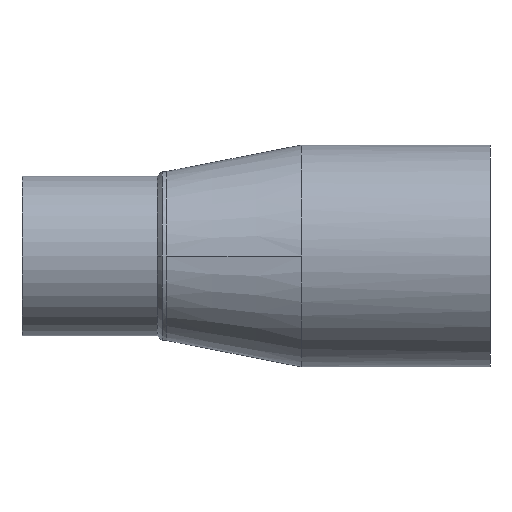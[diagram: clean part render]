
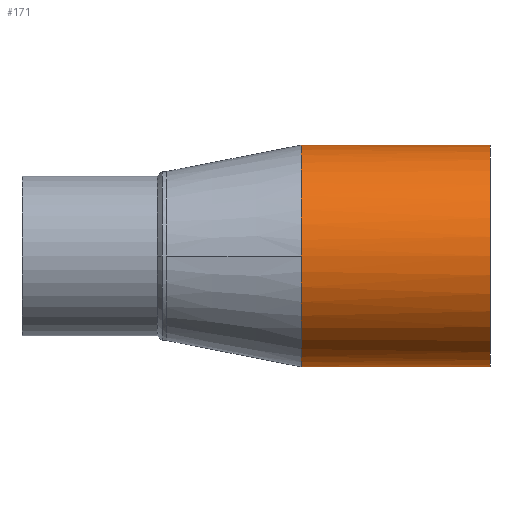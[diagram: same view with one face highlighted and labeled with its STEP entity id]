
A CAD part, front view. The second image highlights one B-rep face of the part: STEP entity #171.
In plain terms, the highlighted cylindrical face has radius 62.5 mm (diameter 125 mm), a partial arc.
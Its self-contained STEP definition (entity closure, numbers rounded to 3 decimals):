
#125 = EDGE_CURVE( '', #297, #217, #339, .T. );
#145 = VERTEX_POINT( '', #360 );
#171 = ADVANCED_FACE( '', ( #389 ), #390, .T. );
#193 = VERTEX_POINT( '', #416 );
#217 = VERTEX_POINT( '', #440 );
#225 = EDGE_CURVE( '', #269, #145, #449, .T. );
#237 = EDGE_CURVE( '', #145, #297, #462, .T. );
#261 = EDGE_CURVE( '', #217, #193, #486, .T. );
#269 = VERTEX_POINT( '', #495 );
#287 = EDGE_CURVE( '', #193, #269, #516, .T. );
#297 = VERTEX_POINT( '', #527 );
#339 = B_SPLINE_CURVE_WITH_KNOTS( '', 3, ( #565, #566, #567, #568, #569, #570, #571, #572, #573, #574, #575 ), .UNSPECIFIED., .F., .F., ( 4, 1, 1, 1, 1, 1, 1, 1, 4 ), ( 3.142, 3.338, 3.534, 3.731, 3.927, 4.123, 4.32, 4.516, 4.712 ), .UNSPECIFIED. );
#360 = CARTESIAN_POINT( '', ( 157.5, 0., 62.5 ) );
#389 = FACE_OUTER_BOUND( '', #653, .T. );
#390 = CYLINDRICAL_SURFACE( '', #654, 62.5 );
#416 = CARTESIAN_POINT( '', ( 264., 0., -62.5 ) );
#440 = CARTESIAN_POINT( '', ( 157.5, 0., -62.5 ) );
#449 = LINE( '', #1080, #1081 );
#462 = B_SPLINE_CURVE_WITH_KNOTS( '', 3, ( #1116, #1117, #1118, #1119, #1120, #1121, #1122, #1123, #1124, #1125, #1126 ), .UNSPECIFIED., .F., .F., ( 4, 1, 1, 1, 1, 1, 1, 1, 4 ), ( 1.571, 1.767, 1.963, 2.16, 2.356, 2.553, 2.749, 2.945, 3.142 ), .UNSPECIFIED. );
#486 = LINE( '', #1205, #1206 );
#495 = CARTESIAN_POINT( '', ( 264., 0., 62.5 ) );
#516 = CIRCLE( '', #1525, 62.5 );
#527 = CARTESIAN_POINT( '', ( 157.5, -62.5, 0. ) );
#565 = CARTESIAN_POINT( '', ( 157.5, -62.5, 0. ) );
#566 = CARTESIAN_POINT( '', ( 157.5, -62.5, -4.091 ) );
#567 = CARTESIAN_POINT( '', ( 157.5, -61.694, -12.272 ) );
#568 = CARTESIAN_POINT( '', ( 157.5, -58.115, -24.072 ) );
#569 = CARTESIAN_POINT( '', ( 157.5, -52.302, -34.947 ) );
#570 = CARTESIAN_POINT( '', ( 157.5, -44.479, -44.479 ) );
#571 = CARTESIAN_POINT( '', ( 157.5, -34.947, -52.302 ) );
#572 = CARTESIAN_POINT( '', ( 157.5, -24.072, -58.115 ) );
#573 = CARTESIAN_POINT( '', ( 157.5, -12.272, -61.694 ) );
#574 = CARTESIAN_POINT( '', ( 157.5, -4.091, -62.5 ) );
#575 = CARTESIAN_POINT( '', ( 157.5, 0., -62.5 ) );
#653 = EDGE_LOOP( '', ( #2171, #2172, #2173, #2174, #2175 ) );
#654 = AXIS2_PLACEMENT_3D( '', #2176, #2177, #2178 );
#1080 = CARTESIAN_POINT( '', ( 157.5, 0., 62.5 ) );
#1081 = VECTOR( '', #2223, 1. );
#1116 = CARTESIAN_POINT( '', ( 157.5, 0., 62.5 ) );
#1117 = CARTESIAN_POINT( '', ( 157.5, -4.091, 62.5 ) );
#1118 = CARTESIAN_POINT( '', ( 157.5, -12.272, 61.694 ) );
#1119 = CARTESIAN_POINT( '', ( 157.5, -24.072, 58.115 ) );
#1120 = CARTESIAN_POINT( '', ( 157.5, -34.947, 52.302 ) );
#1121 = CARTESIAN_POINT( '', ( 157.5, -44.479, 44.479 ) );
#1122 = CARTESIAN_POINT( '', ( 157.5, -52.302, 34.947 ) );
#1123 = CARTESIAN_POINT( '', ( 157.5, -58.115, 24.072 ) );
#1124 = CARTESIAN_POINT( '', ( 157.5, -61.694, 12.272 ) );
#1125 = CARTESIAN_POINT( '', ( 157.5, -62.5, 4.091 ) );
#1126 = CARTESIAN_POINT( '', ( 157.5, -62.5, 0. ) );
#1205 = CARTESIAN_POINT( '', ( 157.5, 0., -62.5 ) );
#1206 = VECTOR( '', #2246, 1. );
#1525 = AXIS2_PLACEMENT_3D( '', #2285, #2286, #2287 );
#2171 = ORIENTED_EDGE( '', *, *, #261, .T. );
#2172 = ORIENTED_EDGE( '', *, *, #287, .T. );
#2173 = ORIENTED_EDGE( '', *, *, #225, .T. );
#2174 = ORIENTED_EDGE( '', *, *, #237, .T. );
#2175 = ORIENTED_EDGE( '', *, *, #125, .T. );
#2176 = CARTESIAN_POINT( '', ( 157.5, 0., 0. ) );
#2177 = DIRECTION( '', ( -1., 0., 0. ) );
#2178 = DIRECTION( '', ( 0., 0., -1. ) );
#2223 = DIRECTION( '', ( -1., 0., 0. ) );
#2246 = DIRECTION( '', ( 1., 0., 0. ) );
#2285 = CARTESIAN_POINT( '', ( 264., 0., 0. ) );
#2286 = DIRECTION( '', ( -1., 0., 0. ) );
#2287 = DIRECTION( '', ( 0., 0., -1. ) );
